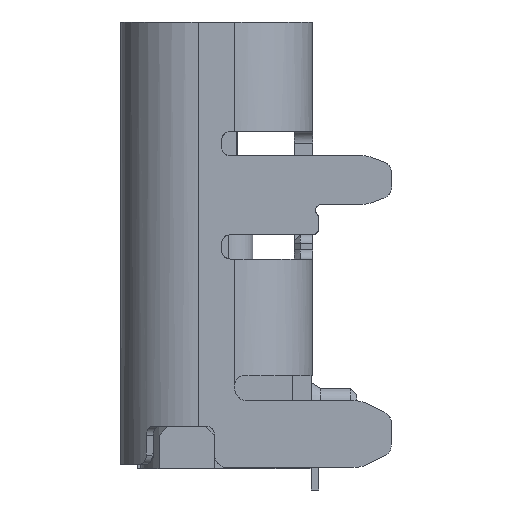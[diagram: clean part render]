
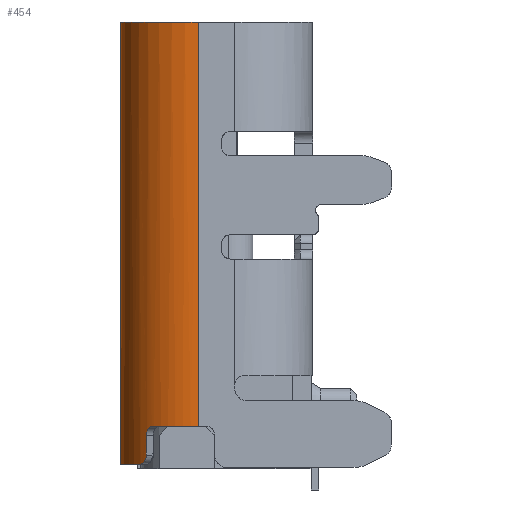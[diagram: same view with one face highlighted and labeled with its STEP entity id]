
A CAD part, left-side view. The second image highlights one B-rep face of the part: STEP entity #454.
In plain terms, the highlighted cylindrical face has radius 1.28 mm (diameter 2.56 mm), a partial arc.
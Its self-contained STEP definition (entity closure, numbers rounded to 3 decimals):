
#454=ADVANCED_FACE('',(#1685),#1686,.T.);
#1685=FACE_OUTER_BOUND('',#3409,.T.);
#1686=CYLINDRICAL_SURFACE('',#3410,1.28);
#3409=EDGE_LOOP('',(#7978,#7979,#7980,#7981,#7982,#7983,#7984,#7985,#7986,#7987,#7988));
#3410=AXIS2_PLACEMENT_3D('',#7989,#7990,#7991);
#7978=ORIENTED_EDGE('',*,*,#13234,.F.);
#7979=ORIENTED_EDGE('',*,*,#13235,.F.);
#7980=ORIENTED_EDGE('',*,*,#13236,.F.);
#7981=ORIENTED_EDGE('',*,*,#13237,.T.);
#7982=ORIENTED_EDGE('',*,*,#13238,.F.);
#7983=ORIENTED_EDGE('',*,*,#13239,.F.);
#7984=ORIENTED_EDGE('',*,*,#13240,.F.);
#7985=ORIENTED_EDGE('',*,*,#13241,.F.);
#7986=ORIENTED_EDGE('',*,*,#13242,.F.);
#7987=ORIENTED_EDGE('',*,*,#13243,.F.);
#7988=ORIENTED_EDGE('',*,*,#13244,.F.);
#7989=CARTESIAN_POINT('',(-3.19,1.98,-7.275));
#7990=DIRECTION('',(0.0,0.0,-1.0));
#7991=DIRECTION('',(1.0,0.0,0.0));
#13234=EDGE_CURVE('',#16333,#16334,#16335,.T.);
#13235=EDGE_CURVE('',#16336,#16333,#16337,.T.);
#13236=EDGE_CURVE('',#16338,#16336,#16339,.T.);
#13237=EDGE_CURVE('',#16338,#16340,#16341,.T.);
#13238=EDGE_CURVE('',#16342,#16340,#16343,.T.);
#13239=EDGE_CURVE('',#16344,#16342,#16345,.T.);
#13240=EDGE_CURVE('',#16346,#16344,#16347,.T.);
#13241=EDGE_CURVE('',#16348,#16346,#16349,.T.);
#13242=EDGE_CURVE('',#16350,#16348,#16351,.T.);
#13243=EDGE_CURVE('',#16352,#16350,#16353,.T.);
#13244=EDGE_CURVE('',#16334,#16352,#16354,.T.);
#16333=VERTEX_POINT('',#21588);
#16334=VERTEX_POINT('',#21589);
#16335=LINE('',#21590,#21591);
#16336=VERTEX_POINT('',#21592);
#16337=CIRCLE('',#21593,1.28);
#16338=VERTEX_POINT('',#21594);
#16339=LINE('',#21595,#21596);
#16340=VERTEX_POINT('',#21597);
#16341=B_SPLINE_CURVE_WITH_KNOTS('',3,(#21598,#21599,#21600,#21601),.UNSPECIFIED.,.F.,.F.,(4,4),(0.0,1.0),.UNSPECIFIED.);
#16342=VERTEX_POINT('',#21602);
#16343=B_SPLINE_CURVE_WITH_KNOTS('',3,(#21603,#21604,#21605,#21606),.UNSPECIFIED.,.F.,.F.,(4,4),(0.0,1.0),.UNSPECIFIED.);
#16344=VERTEX_POINT('',#21607);
#16345=B_SPLINE_CURVE_WITH_KNOTS('',3,(#21608,#21609,#21610,#21611),.UNSPECIFIED.,.F.,.F.,(4,4),(0.0,1.0),.UNSPECIFIED.);
#16346=VERTEX_POINT('',#21612);
#16347=LINE('',#21613,#21614);
#16348=VERTEX_POINT('',#21615);
#16349=B_SPLINE_CURVE_WITH_KNOTS('',3,(#21616,#21617,#21618,#21619,#21620,#21621,#21622,#21623,#21624,#21625),.UNSPECIFIED.,.F.,.F.,(4,2,2,2,4),(0.0,0.25,0.375,0.5,1.0),.UNSPECIFIED.);
#16350=VERTEX_POINT('',#21626);
#16351=B_SPLINE_CURVE_WITH_KNOTS('',3,(#21627,#21628,#21629,#21630),.UNSPECIFIED.,.F.,.F.,(4,4),(0.0,1.0),.UNSPECIFIED.);
#16352=VERTEX_POINT('',#21631);
#16353=B_SPLINE_CURVE_WITH_KNOTS('',3,(#21632,#21633,#21634,#21635),.UNSPECIFIED.,.F.,.F.,(4,4),(0.0,1.0),.UNSPECIFIED.);
#16354=B_SPLINE_CURVE_WITH_KNOTS('',3,(#21636,#21637,#21638,#21639),.UNSPECIFIED.,.F.,.F.,(4,4),(0.0,1.0),.UNSPECIFIED.);
#21588=CARTESIAN_POINT('',(-4.47,1.98,0.0));
#21589=CARTESIAN_POINT('',(-4.47,1.98,-6.65));
#21590=CARTESIAN_POINT('',(-4.47,1.98,-3.638));
#21591=VECTOR('',#27309,1000.0);
#21592=CARTESIAN_POINT('',(-3.19,3.26,0.0));
#21593=AXIS2_PLACEMENT_3D('',#27310,#27311,#27312);
#21594=CARTESIAN_POINT('',(-3.19,3.26,-7.275));
#21595=CARTESIAN_POINT('',(-3.19,3.26,-7.275));
#21596=VECTOR('',#27313,1000.0);
#21597=CARTESIAN_POINT('',(-4.031,2.945,-7.275));
#21598=CARTESIAN_POINT('',(-3.19,3.26,-7.275));
#21599=CARTESIAN_POINT('',(-3.496,3.26,-7.275));
#21600=CARTESIAN_POINT('',(-3.801,3.146,-7.275));
#21601=CARTESIAN_POINT('',(-4.031,2.945,-7.275));
#21602=CARTESIAN_POINT('',(-4.112,2.868,-7.23));
#21603=CARTESIAN_POINT('',(-4.112,2.868,-7.23));
#21604=CARTESIAN_POINT('',(-4.094,2.887,-7.256));
#21605=CARTESIAN_POINT('',(-4.065,2.915,-7.275));
#21606=CARTESIAN_POINT('',(-4.031,2.945,-7.275));
#21607=CARTESIAN_POINT('',(-4.143,2.835,-7.125));
#21608=CARTESIAN_POINT('',(-4.143,2.835,-7.125));
#21609=CARTESIAN_POINT('',(-4.143,2.835,-7.165));
#21610=CARTESIAN_POINT('',(-4.131,2.848,-7.203));
#21611=CARTESIAN_POINT('',(-4.112,2.868,-7.23));
#21612=CARTESIAN_POINT('',(-4.143,2.835,-6.8));
#21613=CARTESIAN_POINT('',(-4.143,2.835,-3.638));
#21614=VECTOR('',#27314,1000.0);
#21615=CARTESIAN_POINT('',(-4.237,2.716,-6.65));
#21616=CARTESIAN_POINT('',(-4.237,2.716,-6.65));
#21617=CARTESIAN_POINT('',(-4.225,2.733,-6.65));
#21618=CARTESIAN_POINT('',(-4.214,2.748,-6.654));
#21619=CARTESIAN_POINT('',(-4.197,2.77,-6.665));
#21620=CARTESIAN_POINT('',(-4.192,2.777,-6.67));
#21621=CARTESIAN_POINT('',(-4.181,2.79,-6.681));
#21622=CARTESIAN_POINT('',(-4.177,2.795,-6.686));
#21623=CARTESIAN_POINT('',(-4.151,2.826,-6.726));
#21624=CARTESIAN_POINT('',(-4.143,2.835,-6.767));
#21625=CARTESIAN_POINT('',(-4.143,2.835,-6.8));
#21626=CARTESIAN_POINT('',(-4.37,2.475,-6.65));
#21627=CARTESIAN_POINT('',(-4.37,2.475,-6.65));
#21628=CARTESIAN_POINT('',(-4.335,2.56,-6.65));
#21629=CARTESIAN_POINT('',(-4.29,2.64,-6.65));
#21630=CARTESIAN_POINT('',(-4.237,2.716,-6.65));
#21631=CARTESIAN_POINT('',(-4.445,2.232,-6.65));
#21632=CARTESIAN_POINT('',(-4.445,2.232,-6.65));
#21633=CARTESIAN_POINT('',(-4.428,2.315,-6.65));
#21634=CARTESIAN_POINT('',(-4.403,2.396,-6.65));
#21635=CARTESIAN_POINT('',(-4.37,2.475,-6.65));
#21636=CARTESIAN_POINT('',(-4.47,1.98,-6.65));
#21637=CARTESIAN_POINT('',(-4.47,2.065,-6.65));
#21638=CARTESIAN_POINT('',(-4.462,2.149,-6.65));
#21639=CARTESIAN_POINT('',(-4.445,2.232,-6.65));
#27309=DIRECTION('',(-0.0,-0.0,-1.0));
#27310=CARTESIAN_POINT('',(-3.19,1.98,0.0));
#27311=DIRECTION('',(0.0,0.0,1.0));
#27312=DIRECTION('',(1.0,0.0,0.0));
#27313=DIRECTION('',(0.0,0.0,1.0));
#27314=DIRECTION('',(-0.0,-0.0,-1.0));
